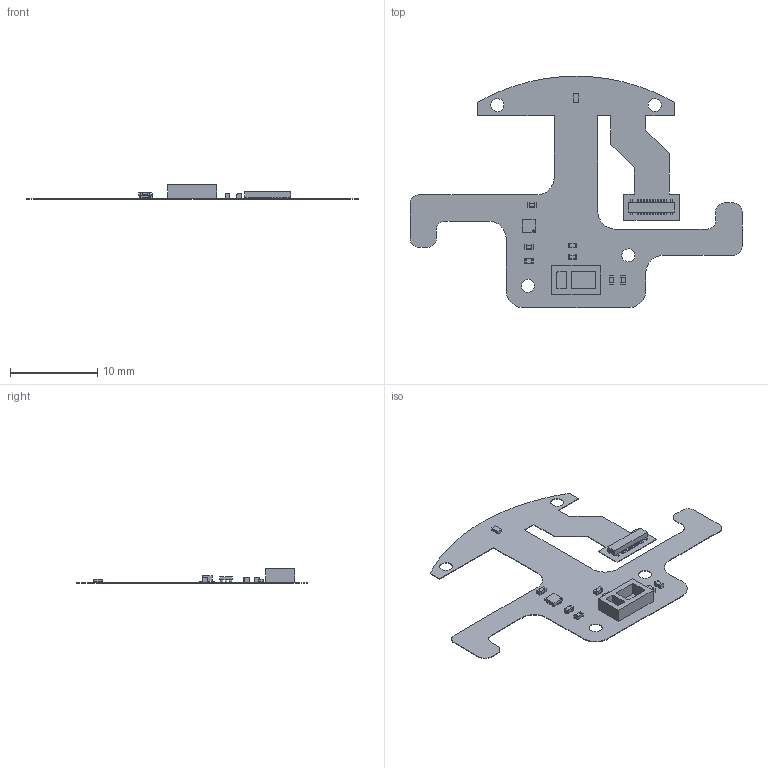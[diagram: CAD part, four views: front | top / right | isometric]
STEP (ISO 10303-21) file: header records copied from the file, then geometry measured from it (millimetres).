
FILE_DESCRIPTION(('KiCad electronic assembly'),'2;1');
FILE_NAME('watch_lower.step','2024-01-06T02:09:38',('Pcbnew'),('Kicad'), 'Open CASCADE STEP processor 7.6','KiCad to STEP converter','Unknown' );
FILE_SCHEMA(('AUTOMOTIVE_DESIGN { 1 0 10303 214 1 1 1 1 }'));
Length unit declared in the file: millimetre
Products named in the file (14): watch_lower 1; TPD1E10B06DPYR; SOLID; C_0402_1005Metric; DRV2605LYZFR; COMPOUND; R_0402_1005Metric; AXG220144; MAX30102EFD+T; PCB
Assembly tree (18 placements, depth 3):
  watch_lower 1
    TPD1E10B06DPYR
      SOLID
    C_0402_1005Metric  x6
      SOLID
    DRV2605LYZFR
      COMPOUND
    R_0402_1005Metric
      SOLID
    AXG220144
      COMPOUND
    MAX30102EFD+T
      SOLID
    PCB
Bounding box: 38 x 26.5 x 1.66 mm (x, y, z)
Volume: 51.7 mm3; surface area: 1049.1 mm2
Topology: 45 solids, 45 shells, 777 faces, 2016 edges, 1343 vertices
Faces by surface type: plane 678, cylinder 90, sphere 9
Full cylindrical faces by diameter (mm): 0.18 x1, 0.3 x1
Entity records: 41663 total; most frequent: CARTESIAN_POINT 6812, DIRECTION 6230, LINE 4764, VECTOR 4764, ORIENTED_EDGE 3258, PCURVE 3258, DEFINITIONAL_REPRESENTATION 3258, EDGE_CURVE 1629
